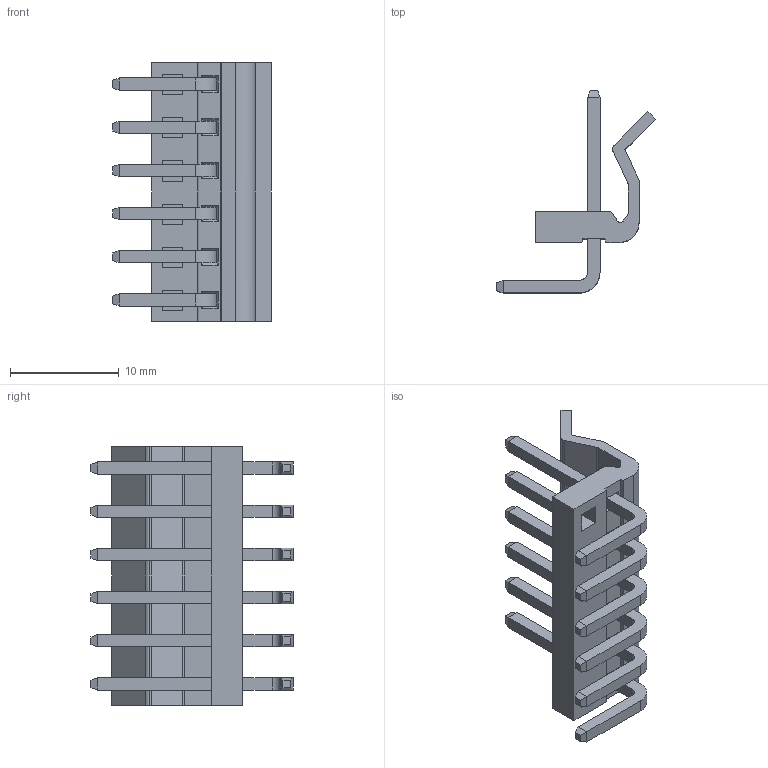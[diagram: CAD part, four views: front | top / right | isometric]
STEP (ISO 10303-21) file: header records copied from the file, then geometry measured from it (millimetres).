
FILE_DESCRIPTION( ('This file contains a STEP AP42 implementation' ,'as created by ZW3D STEP Interface translator.') ,'2;1' );
FILE_NAME( 'WF3961-WRXXW01.stp' ,'231017.11 821', (''), ('ZWCAD Software Co.'), 'Version 1.0', 'ZW3D to STEP translator', '' );
FILE_SCHEMA(('AUTOMOTIVE_DESIGN { 1 0 10303 214 1 1 1 1 }'));
Length unit declared in the file: millimetre
Products named in the file (2): 0; WF3961-WRXXW01
Bounding box: 14.57 x 18.54 x 23.76 mm (x, y, z)
Volume: 966.3 mm3; surface area: 1900.6 mm2
Topology: 1 solids, 1 shells, 210 faces, 498 edges, 308 vertices
Faces by surface type: plane 192, cylinder 15, bspline 3
Entity records: 8174 total; most frequent: CARTESIAN_POINT 4006, ORIENTED_EDGE 996, EDGE_CURVE 498, DIRECTION 479, B_SPLINE_CURVE_WITH_KNOTS 437, VERTEX_POINT 308, EDGE_LOOP 228, AXIS2_PLACEMENT_3D 210
